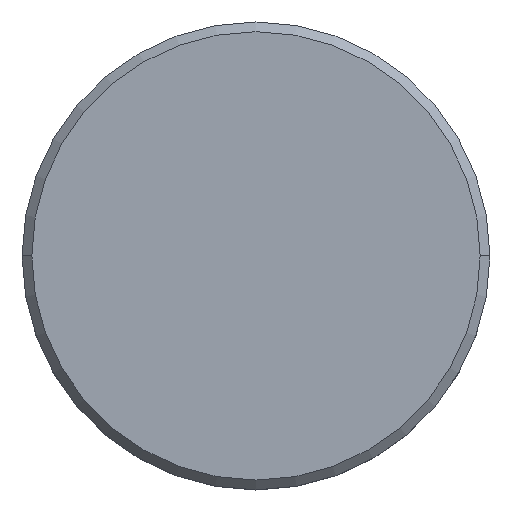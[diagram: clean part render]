
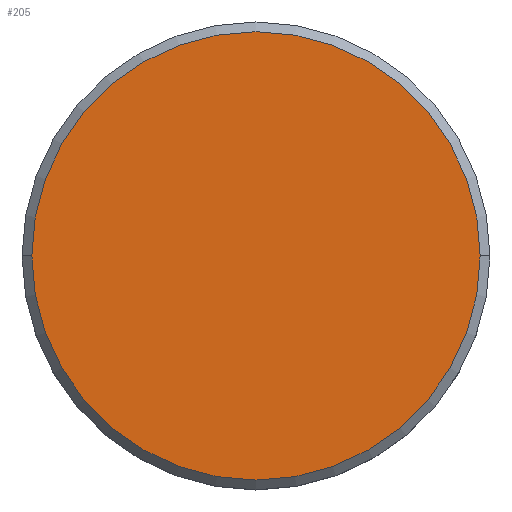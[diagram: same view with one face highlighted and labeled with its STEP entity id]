
A CAD part, top view. The second image highlights one B-rep face of the part: STEP entity #205.
In plain terms, the highlighted planar face has unit normal (0, 0, 1).
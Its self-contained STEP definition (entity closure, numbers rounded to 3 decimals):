
#13 = DIRECTION ( 'NONE',  ( 0., 0., 1. ) ) ;
#189 = DIRECTION ( 'NONE',  ( 0., 0., 1. ) ) ;
#205 = ADVANCED_FACE ( 'NONE', ( #276 ), #206, .T. ) ;
#206 = PLANE ( 'NONE',  #404 ) ;
#276 = FACE_OUTER_BOUND ( 'NONE', #856, .T. ) ;
#370 = DIRECTION ( 'NONE',  ( 1., 0., 0. ) ) ;
#372 = DIRECTION ( 'NONE',  ( 1., 0., 0. ) ) ;
#396 = CIRCLE ( 'NONE', #772, 11.5 ) ;
#404 = AXIS2_PLACEMENT_3D ( 'NONE', #821, #13, #372 ) ;
#467 = CARTESIAN_POINT ( 'NONE',  ( 0., 0., 0. ) ) ;
#515 = EDGE_CURVE ( 'NONE', #1154, #893, #396, .T. ) ;
#517 = CARTESIAN_POINT ( 'NONE',  ( -11.5, 0., 0. ) ) ;
#549 = CIRCLE ( 'NONE', #1151, 11.5 ) ;
#561 = ORIENTED_EDGE ( 'NONE', *, *, #515, .T. ) ;
#708 = CARTESIAN_POINT ( 'NONE',  ( 0., 0., 0. ) ) ;
#772 = AXIS2_PLACEMENT_3D ( 'NONE', #708, #189, #1088 ) ;
#821 = CARTESIAN_POINT ( 'NONE',  ( 0., 0., 0. ) ) ;
#856 = EDGE_LOOP ( 'NONE', ( #1060, #561 ) ) ;
#893 = VERTEX_POINT ( 'NONE', #517 ) ;
#968 = EDGE_CURVE ( 'NONE', #893, #1154, #549, .T. ) ;
#1028 = DIRECTION ( 'NONE',  ( 0., 0., 1. ) ) ;
#1060 = ORIENTED_EDGE ( 'NONE', *, *, #968, .T. ) ;
#1088 = DIRECTION ( 'NONE',  ( 1., 0., 0. ) ) ;
#1151 = AXIS2_PLACEMENT_3D ( 'NONE', #467, #1028, #370 ) ;
#1154 = VERTEX_POINT ( 'NONE', #1158 ) ;
#1158 = CARTESIAN_POINT ( 'NONE',  ( 11.5, 0., 0. ) ) ;
